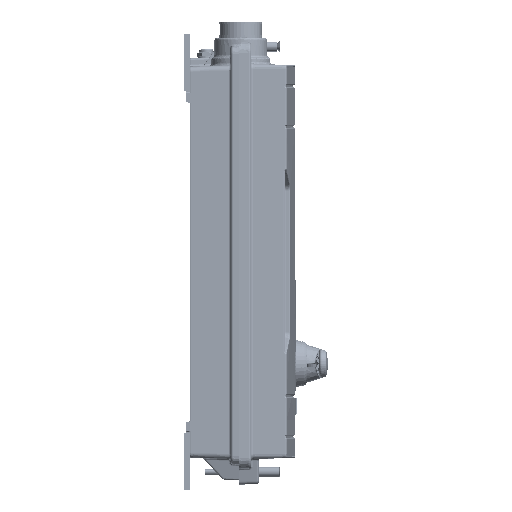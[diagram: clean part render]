
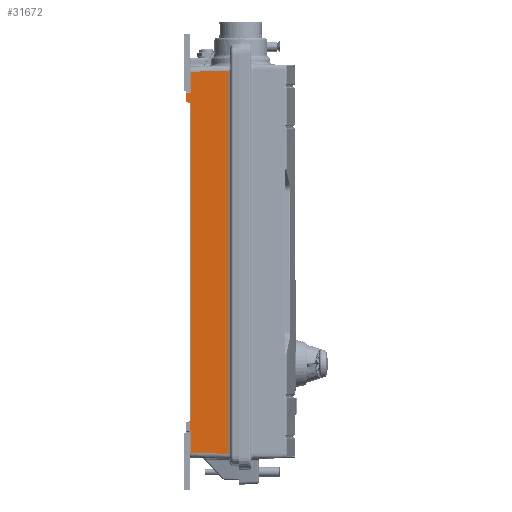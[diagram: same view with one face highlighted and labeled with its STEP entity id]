
A CAD part, left-side view. The second image highlights one B-rep face of the part: STEP entity #31672.
In plain terms, the highlighted planar face has unit normal (-0.999, 0.035, 0).
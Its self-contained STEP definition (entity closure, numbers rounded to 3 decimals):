
#4356=CARTESIAN_POINT('',(-197.037,70.535,
-227.029));
#4357=CARTESIAN_POINT('',(-197.035,70.588,
-227.087));
#4358=CARTESIAN_POINT('',(-197.031,70.691,
-227.196));
#4359=CARTESIAN_POINT('',(-197.026,70.834,
-227.344));
#4360=CARTESIAN_POINT('',(-197.022,70.966,
-227.472));
#4361=CARTESIAN_POINT('',(-197.018,71.089,
-227.581));
#4362=CARTESIAN_POINT('',(-197.014,71.201,
-227.672));
#4363=CARTESIAN_POINT('',(-197.01,71.306,
-227.749));
#4364=CARTESIAN_POINT('',(-197.006,71.405,
-227.815));
#4365=CARTESIAN_POINT('',(-197.004,71.469,
-227.853));
#4366=CARTESIAN_POINT('',(-197.003,71.5,-227.87));
#4430=DIRECTION('',(0.,0.,-1.));
#4431=VECTOR('',#4430,13.192);
#4432=CARTESIAN_POINT('',(-197.003,71.5,-227.87));
#4433=LINE('',#4432,#4431);
#4457=DIRECTION('',(0.,0.,1.));
#4458=VECTOR('',#4457,30.183);
#4459=CARTESIAN_POINT('',(-197.037,70.535,231.999));
#4460=LINE('',#4459,#4458);
#4464=DIRECTION('',(0.035,0.999,0.));
#4465=VECTOR('',#4464,4.037);
#4466=CARTESIAN_POINT('',(-197.178,66.5,262.182));
#4467=LINE('',#4466,#4465);
#4471=DIRECTION('',(-0.035,-0.999,0.035));
#4472=VECTOR('',#4471,49.665);
#4473=CARTESIAN_POINT('',(-197.178,66.5,262.182));
#4474=LINE('',#4473,#4472);
#4478=DIRECTION('',(0.,0.,1.));
#4479=VECTOR('',#4478,537.329);
#4480=CARTESIAN_POINT('',(-198.91,16.895,
-273.415));
#4481=LINE('',#4480,#4479);
#4485=DIRECTION('',(-0.035,-0.999,-0.035));
#4486=VECTOR('',#4485,49.665);
#4487=CARTESIAN_POINT('',(-197.178,66.5,-271.682));
#4488=LINE('',#4487,#4486);
#4492=DIRECTION('',(0.035,0.999,0.));
#4493=VECTOR('',#4492,4.037);
#4494=CARTESIAN_POINT('',(-197.178,66.5,-271.682));
#4495=LINE('',#4494,#4493);
#4499=DIRECTION('',(0.,0.,1.));
#4500=VECTOR('',#4499,30.292);
#4501=CARTESIAN_POINT('',(-197.037,70.535,
-271.682));
#4502=LINE('',#4501,#4500);
#4506=CARTESIAN_POINT('',(-197.037,70.535,
-241.39));
#4507=CARTESIAN_POINT('',(-197.036,70.572,
-241.384));
#4508=CARTESIAN_POINT('',(-197.033,70.642,
-241.371));
#4509=CARTESIAN_POINT('',(-197.03,70.737,
-241.352));
#4510=CARTESIAN_POINT('',(-197.027,70.824,
-241.335));
#4511=CARTESIAN_POINT('',(-197.024,70.902,
-241.318));
#4512=CARTESIAN_POINT('',(-197.022,70.973,
-241.302));
#4513=CARTESIAN_POINT('',(-197.019,71.038,
-241.286));
#4514=CARTESIAN_POINT('',(-197.017,71.096,
-241.271));
#4515=CARTESIAN_POINT('',(-197.015,71.148,
-241.257));
#4516=CARTESIAN_POINT('',(-197.014,71.195,
-241.243));
#4517=CARTESIAN_POINT('',(-197.012,71.238,
-241.23));
#4518=CARTESIAN_POINT('',(-197.011,71.276,
-241.217));
#4519=CARTESIAN_POINT('',(-197.01,71.31,
-241.204));
#4520=CARTESIAN_POINT('',(-197.009,71.341,
-241.192));
#4521=CARTESIAN_POINT('',(-197.008,71.368,
-241.181));
#4522=CARTESIAN_POINT('',(-197.007,71.392,
-241.169));
#4523=CARTESIAN_POINT('',(-197.006,71.413,
-241.158));
#4524=CARTESIAN_POINT('',(-197.006,71.431,
-241.147));
#4525=CARTESIAN_POINT('',(-197.005,71.447,
-241.137));
#4526=CARTESIAN_POINT('',(-197.005,71.461,
-241.127));
#4527=CARTESIAN_POINT('',(-197.004,71.472,
-241.116));
#4528=CARTESIAN_POINT('',(-197.004,71.481,
-241.107));
#4529=CARTESIAN_POINT('',(-197.004,71.489,
-241.097));
#4530=CARTESIAN_POINT('',(-197.003,71.494,
-241.088));
#4531=CARTESIAN_POINT('',(-197.003,71.498,
-241.078));
#4532=CARTESIAN_POINT('',(-197.003,71.5,
-241.07));
#4533=CARTESIAN_POINT('',(-197.003,71.5,
-241.064));
#4534=CARTESIAN_POINT('',(-197.003,71.5,
-241.062));
#4539=DIRECTION('',(0.,0.,-1.));
#4540=VECTOR('',#4539,445.996);
#4541=CARTESIAN_POINT('',(-197.037,70.535,218.966));
#4542=LINE('',#4541,#4540);
#4546=CARTESIAN_POINT('',(-196.829,76.5,220.14));
#4547=CARTESIAN_POINT('',(-196.829,76.5,220.06));
#4548=CARTESIAN_POINT('',(-196.829,76.482,219.917));
#4549=CARTESIAN_POINT('',(-196.832,76.4,219.674));
#4550=CARTESIAN_POINT('',(-196.838,76.233,219.432));
#4551=CARTESIAN_POINT('',(-196.846,75.997,219.257));
#4552=CARTESIAN_POINT('',(-196.854,75.758,219.167));
#4553=CARTESIAN_POINT('',(-196.859,75.615,219.144));
#4554=CARTESIAN_POINT('',(-196.862,75.535,219.141));
#4747=CARTESIAN_POINT('',(-197.037,70.535,262.182));
#4808=CARTESIAN_POINT('',(-197.178,66.5,262.182));
#4813=CARTESIAN_POINT('',(-198.91,16.895,263.915));
#24038=CARTESIAN_POINT('',(-197.178,66.5,-271.682));
#25305=CARTESIAN_POINT('',(-196.829,76.5,231.999));
#25310=DIRECTION('',(0.,0.,-1.));
#25311=VECTOR('',#25310,11.859);
#25312=CARTESIAN_POINT('',(-196.829,76.5,231.999));
#25313=LINE('',#25312,#25311);
#25325=DIRECTION('',(-0.035,-0.999,-0.035));
#25326=VECTOR('',#25325,5.006);
#25327=CARTESIAN_POINT('',(-196.862,75.535,
219.141));
#25328=LINE('',#25327,#25326);
#25346=CARTESIAN_POINT('',(-197.037,70.535,
-227.029));
#25388=CARTESIAN_POINT('',(-197.037,70.535,
218.966));
#25648=DIRECTION('',(0.035,0.999,0.));
#25649=VECTOR('',#25648,5.969);
#25650=CARTESIAN_POINT('',(-197.037,70.535,
231.999));
#25651=LINE('',#25650,#25649);
#26616=VERTEX_POINT('',#4813);
#26620=CARTESIAN_POINT('',(-198.91,16.895,
-273.415));
#26621=VERTEX_POINT('',#26620);
#27549=VERTEX_POINT('',#24038);
#27727=VERTEX_POINT('',#25305);
#27729=VERTEX_POINT('',#4808);
#27829=CARTESIAN_POINT('',(-196.862,75.535,
219.141));
#27831=VERTEX_POINT('',#27829);
#27833=CARTESIAN_POINT('',(-196.829,76.5,220.14));
#27835=VERTEX_POINT('',#27833);
#27844=VERTEX_POINT('',#25388);
#27845=CARTESIAN_POINT('',(-197.037,70.535,
-271.682));
#27846=CARTESIAN_POINT('',(-197.037,70.535,
-241.39));
#27847=VERTEX_POINT('',#27845);
#27848=VERTEX_POINT('',#27846);
#27860=VERTEX_POINT('',#4534);
#27935=VERTEX_POINT('',#25346);
#27936=VERTEX_POINT('',#4366);
#27967=VERTEX_POINT('',#4747);
#27970=CARTESIAN_POINT('',(-197.037,70.535,
231.999));
#27971=VERTEX_POINT('',#27970);
#31637=CARTESIAN_POINT('',(-199.5,0.,-282.644));
#31638=DIRECTION('',(-0.999,0.035,0.));
#31639=DIRECTION('',(0.,0.,-1.));
#31640=AXIS2_PLACEMENT_3D('',#31637,#31638,#31639);
#31641=PLANE('',#31640);
#31643=ORIENTED_EDGE('',*,*,#31642,.T.);
#31645=ORIENTED_EDGE('',*,*,#31644,.F.);
#31647=ORIENTED_EDGE('',*,*,#31646,.T.);
#31649=ORIENTED_EDGE('',*,*,#31648,.F.);
#31651=ORIENTED_EDGE('',*,*,#31650,.F.);
#31653=ORIENTED_EDGE('',*,*,#31652,.T.);
#31655=ORIENTED_EDGE('',*,*,#31654,.T.);
#31657=ORIENTED_EDGE('',*,*,#31656,.T.);
#31658=ORIENTED_EDGE('',*,*,#31619,.F.);
#31659=ORIENTED_EDGE('',*,*,#31575,.F.);
#31661=ORIENTED_EDGE('',*,*,#31660,.F.);
#31663=ORIENTED_EDGE('',*,*,#31662,.F.);
#31665=ORIENTED_EDGE('',*,*,#31664,.F.);
#31667=ORIENTED_EDGE('',*,*,#31666,.F.);
#31669=ORIENTED_EDGE('',*,*,#31668,.F.);
#31670=EDGE_LOOP('',(#31643,#31645,#31647,#31649,#31651,#31653,#31655,#31657,
#31658,#31659,#31661,#31663,#31665,#31667,#31669));
#31671=FACE_OUTER_BOUND('',#31670,.F.);
#31672=ADVANCED_FACE('',(#31671),#31641,.T.);
#4367=B_SPLINE_CURVE_WITH_KNOTS('',3,(#4356,#4357,#4358,#4359,#4360,#4361,#4362,
#4363,#4364,#4365,#4366),.UNSPECIFIED.,.F.,.F.,(4,1,1,1,1,1,1,1,4),(0.,
0.125,0.25,0.375,0.5,0.625,0.75,0.875,1.),.UNSPECIFIED.);
#4535=B_SPLINE_CURVE_WITH_KNOTS('',3,(#4506,#4507,#4508,#4509,#4510,#4511,#4512,
#4513,#4514,#4515,#4516,#4517,#4518,#4519,#4520,#4521,#4522,#4523,#4524,#4525,
#4526,#4527,#4528,#4529,#4530,#4531,#4532,#4533,#4534),.UNSPECIFIED.,.F.,.F.,(4,
1,1,1,1,1,1,1,1,1,1,1,1,1,1,1,1,1,1,1,1,1,1,1,1,1,4),(0.,0.038,
0.077,0.115,0.154,0.192,
0.231,0.269,0.308,0.346,
0.385,0.423,0.462,0.5,0.538,
0.577,0.615,0.654,0.692,
0.731,0.769,0.808,0.846,
0.885,0.923,0.962,1.),.UNSPECIFIED.);
#4555=B_SPLINE_CURVE_WITH_KNOTS('',3,(#4546,#4547,#4548,#4549,#4550,#4551,#4552,
#4553,#4554),.UNSPECIFIED.,.F.,.F.,(4,1,1,1,1,1,4),(0.,0.125,0.25,0.5,
0.75,0.875,1.),.UNSPECIFIED.);
#31575=EDGE_CURVE('',#27935,#27936,#4367,.T.);
#31619=EDGE_CURVE('',#27936,#27860,#4433,.T.);
#31642=EDGE_CURVE('',#27971,#27967,#4460,.T.);
#31644=EDGE_CURVE('',#27729,#27967,#4467,.T.);
#31646=EDGE_CURVE('',#27729,#26616,#4474,.T.);
#31648=EDGE_CURVE('',#26621,#26616,#4481,.T.);
#31650=EDGE_CURVE('',#27549,#26621,#4488,.T.);
#31652=EDGE_CURVE('',#27549,#27847,#4495,.T.);
#31654=EDGE_CURVE('',#27847,#27848,#4502,.T.);
#31656=EDGE_CURVE('',#27848,#27860,#4535,.T.);
#31660=EDGE_CURVE('',#27844,#27935,#4542,.T.);
#31662=EDGE_CURVE('',#27831,#27844,#25328,.T.);
#31664=EDGE_CURVE('',#27835,#27831,#4555,.T.);
#31666=EDGE_CURVE('',#27727,#27835,#25313,.T.);
#31668=EDGE_CURVE('',#27971,#27727,#25651,.T.);
